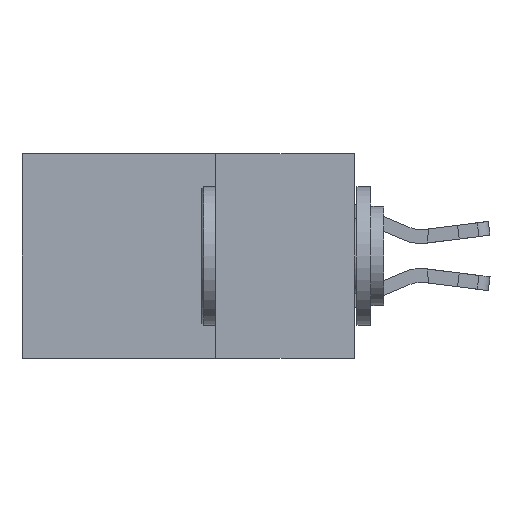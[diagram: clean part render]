
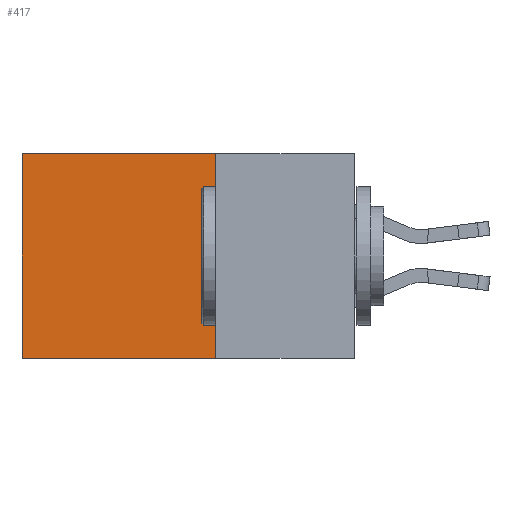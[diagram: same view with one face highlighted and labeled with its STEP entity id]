
A CAD part, left-side view. The second image highlights one B-rep face of the part: STEP entity #417.
In plain terms, the highlighted planar face has unit normal (-1, 0, 0).
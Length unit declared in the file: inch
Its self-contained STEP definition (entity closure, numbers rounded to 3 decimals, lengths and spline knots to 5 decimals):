
#417 = ADVANCED_FACE ( 'NONE', ( #23443 ), #5101, .F. ) ;
#575 = EDGE_CURVE ( 'NONE', #19864, #6379, #23156, .T. ) ;
#605 = CARTESIAN_POINT ( 'NONE',  ( 0.298, 0.25, -0.37 ) ) ;
#838 = EDGE_LOOP ( 'NONE', ( #5560, #12838, #13609, #1437 ) ) ;
#1133 = VERTEX_POINT ( 'NONE', #23715 ) ;
#1348 = LINE ( 'NONE', #8753, #5656 ) ;
#1437 = ORIENTED_EDGE ( 'NONE', *, *, #1505, .T. ) ;
#1505 = EDGE_CURVE ( 'NONE', #1133, #19419, #9028, .T. ) ;
#3220 = DIRECTION ( 'NONE',  ( 0., 0., -1. ) ) ;
#3510 = DIRECTION ( 'NONE',  ( 1., 0., 0. ) ) ;
#4900 = AXIS2_PLACEMENT_3D ( 'NONE', #17868, #3510, #18275 ) ;
#4973 = DIRECTION ( 'NONE',  ( 0., 1., 0. ) ) ;
#5101 = PLANE ( 'NONE',  #4900 ) ;
#5560 = ORIENTED_EDGE ( 'NONE', *, *, #5576, .T. ) ;
#5576 = EDGE_CURVE ( 'NONE', #19419, #6379, #1348, .T. ) ;
#5626 = VECTOR ( 'NONE', #11732, 39.37008 ) ;
#5656 = VECTOR ( 'NONE', #3220, 39.37008 ) ;
#6379 = VERTEX_POINT ( 'NONE', #8469 ) ;
#6494 = CARTESIAN_POINT ( 'NONE',  ( 0.298, 0.25, 0. ) ) ;
#7420 = CARTESIAN_POINT ( 'NONE',  ( 0.298, 0.6, 0. ) ) ;
#8469 = CARTESIAN_POINT ( 'NONE',  ( 0.298, 0.6, -0.37 ) ) ;
#8753 = CARTESIAN_POINT ( 'NONE',  ( 0.298, 0.6, 0. ) ) ;
#9028 = LINE ( 'NONE', #6494, #11287 ) ;
#11287 = VECTOR ( 'NONE', #14334, 39.37008 ) ;
#11657 = CARTESIAN_POINT ( 'NONE',  ( 0.298, 0.25, 0. ) ) ;
#11732 = DIRECTION ( 'NONE',  ( 0., 0., -1. ) ) ;
#12838 = ORIENTED_EDGE ( 'NONE', *, *, #575, .F. ) ;
#13609 = ORIENTED_EDGE ( 'NONE', *, *, #22989, .F. ) ;
#14334 = DIRECTION ( 'NONE',  ( 0., 1., 0. ) ) ;
#15762 = CARTESIAN_POINT ( 'NONE',  ( 0.298, 0.25, -0.37 ) ) ;
#17868 = CARTESIAN_POINT ( 'NONE',  ( 0.298, 0.25, 0. ) ) ;
#18275 = DIRECTION ( 'NONE',  ( 0., 0., -1. ) ) ;
#19419 = VERTEX_POINT ( 'NONE', #7420 ) ;
#19864 = VERTEX_POINT ( 'NONE', #605 ) ;
#20669 = LINE ( 'NONE', #11657, #5626 ) ;
#22989 = EDGE_CURVE ( 'NONE', #1133, #19864, #20669, .T. ) ;
#23156 = LINE ( 'NONE', #15762, #23722 ) ;
#23443 = FACE_OUTER_BOUND ( 'NONE', #838, .T. ) ;
#23715 = CARTESIAN_POINT ( 'NONE',  ( 0.298, 0.25, 0. ) ) ;
#23722 = VECTOR ( 'NONE', #4973, 39.37008 ) ;
